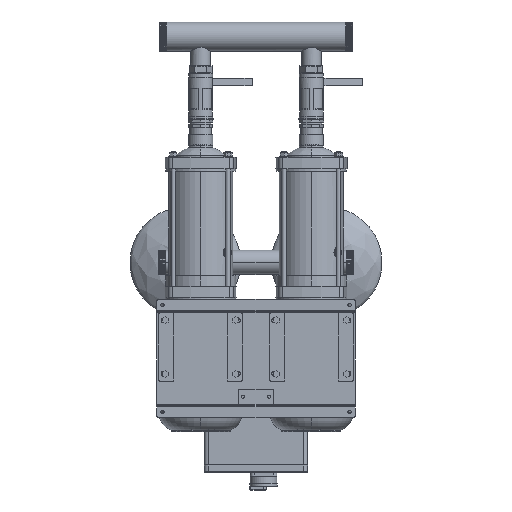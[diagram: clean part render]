
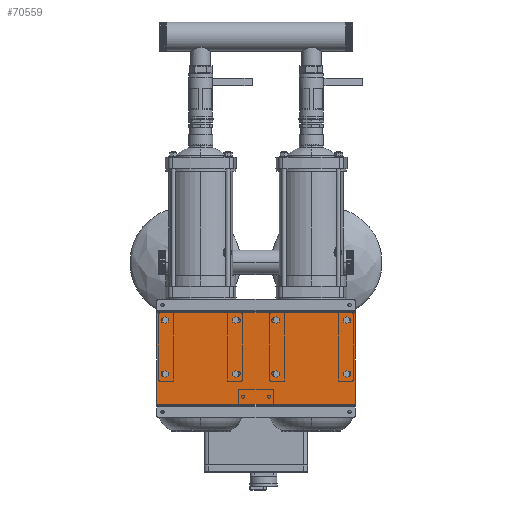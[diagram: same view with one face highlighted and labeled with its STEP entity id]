
A CAD part, front view. The second image highlights one B-rep face of the part: STEP entity #70559.
In plain terms, the highlighted planar face has unit normal (0, -1, 0).
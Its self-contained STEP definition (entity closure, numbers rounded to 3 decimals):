
#1164 = LINE ( 'NONE', #90828, #25418 ) ;
#1985 = EDGE_CURVE ( 'NONE', #44846, #69299, #9442, .T. ) ;
#8484 = DIRECTION ( 'NONE',  ( -1., 0., 0. ) ) ;
#9442 = LINE ( 'NONE', #47254, #43651 ) ;
#9497 = ORIENTED_EDGE ( 'NONE', *, *, #53392, .T. ) ;
#15027 = CARTESIAN_POINT ( 'NONE',  ( -260., 55., 120. ) ) ;
#16795 = VECTOR ( 'NONE', #8484, 1000. ) ;
#25418 = VECTOR ( 'NONE', #45000, 1000. ) ;
#32365 = DIRECTION ( 'NONE',  ( -1., 0., 0. ) ) ;
#33939 = EDGE_CURVE ( 'NONE', #76462, #49278, #83112, .T. ) ;
#35788 = CARTESIAN_POINT ( 'NONE',  ( -260., 55., -120. ) ) ;
#38393 = CARTESIAN_POINT ( 'NONE',  ( 260., 55., -120. ) ) ;
#43399 = ORIENTED_EDGE ( 'NONE', *, *, #46228, .F. ) ;
#43651 = VECTOR ( 'NONE', #32365, 1000. ) ;
#44846 = VERTEX_POINT ( 'NONE', #94739 ) ;
#45000 = DIRECTION ( 'NONE',  ( 0., 0., -1. ) ) ;
#46228 = EDGE_CURVE ( 'NONE', #44846, #76462, #49394, .T. ) ;
#47254 = CARTESIAN_POINT ( 'NONE',  ( 260., 55., 120. ) ) ;
#49173 = CARTESIAN_POINT ( 'NONE',  ( 260., 55., -120. ) ) ;
#49278 = VERTEX_POINT ( 'NONE', #35788 ) ;
#49394 = LINE ( 'NONE', #55431, #68964 ) ;
#53392 = EDGE_CURVE ( 'NONE', #69299, #49278, #1164, .T. ) ;
#53778 = AXIS2_PLACEMENT_3D ( 'NONE', #49173, #73102, #72123 ) ;
#55431 = CARTESIAN_POINT ( 'NONE',  ( 260., 55., 120. ) ) ;
#60557 = EDGE_LOOP ( 'NONE', ( #9497, #86954, #43399, #86301 ) ) ;
#68964 = VECTOR ( 'NONE', #78761, 1000. ) ;
#69299 = VERTEX_POINT ( 'NONE', #15027 ) ;
#70559 = ADVANCED_FACE ( 'NONE', ( #71130 ), #95510, .F. ) ;
#71130 = FACE_OUTER_BOUND ( 'NONE', #60557, .T. ) ;
#72123 = DIRECTION ( 'NONE',  ( 0., 0., 1. ) ) ;
#73102 = DIRECTION ( 'NONE',  ( 0., 1., 0. ) ) ;
#76462 = VERTEX_POINT ( 'NONE', #96948 ) ;
#78761 = DIRECTION ( 'NONE',  ( 0., 0., -1. ) ) ;
#83112 = LINE ( 'NONE', #38393, #16795 ) ;
#86301 = ORIENTED_EDGE ( 'NONE', *, *, #1985, .T. ) ;
#86954 = ORIENTED_EDGE ( 'NONE', *, *, #33939, .F. ) ;
#90828 = CARTESIAN_POINT ( 'NONE',  ( -260., 55., -120. ) ) ;
#94739 = CARTESIAN_POINT ( 'NONE',  ( 260., 55., 120. ) ) ;
#95510 = PLANE ( 'NONE',  #53778 ) ;
#96948 = CARTESIAN_POINT ( 'NONE',  ( 260., 55., -120. ) ) ;
